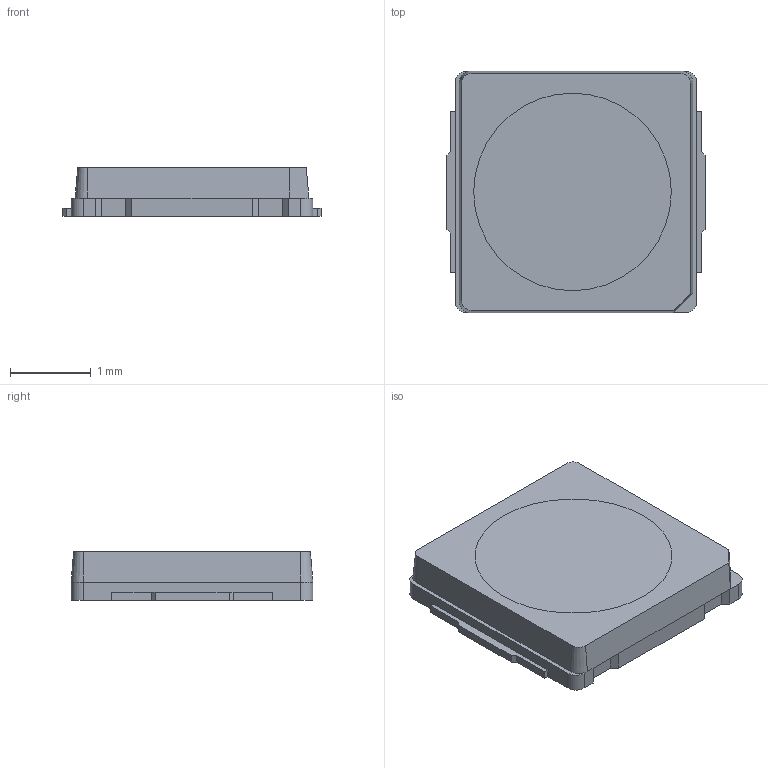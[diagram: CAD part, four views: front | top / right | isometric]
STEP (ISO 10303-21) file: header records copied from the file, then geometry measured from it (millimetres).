
FILE_DESCRIPTION(/* description */ ('Unknown'),/* implementation_level */ '2;1');
FILE_NAME(/* name */ '1583032xxA',/* time_stamp */ '2019-08-20T08:14:13+02:00',/* author */ ('Unknown'),/* organization */ ('Unknown'),/* preprocessor_version */ 'ST-DEVELOPER v16.7',/* originating_system */ 'DEX',/* authorisation */ $);
FILE_SCHEMA (('AUTOMOTIVE_DESIGN {1 0 10303 214 3 1 1}'));
Length unit declared in the file: millimetre
Products named in the file (4): 1583032xxA; Body; Pins; Foil
Assembly tree (3 placements, depth 2):
  1583032xxA
    Body
    Pins
    Foil
Bounding box: 3.2 x 3 x 0.6 mm (x, y, z)
Volume: 5.3 mm3; surface area: 51.5 mm2
Topology: 4 solids, 4 shells, 98 faces, 250 edges, 162 vertices
Faces by surface type: plane 84, cylinder 9, cone 5
Entity records: 3498 total; most frequent: CARTESIAN_POINT 587, ORIENTED_EDGE 496, DIRECTION 455, EDGE_CURVE 248, LINE 195, VECTOR 195, VERTEX_POINT 162, AXIS2_PLACEMENT_3D 130
